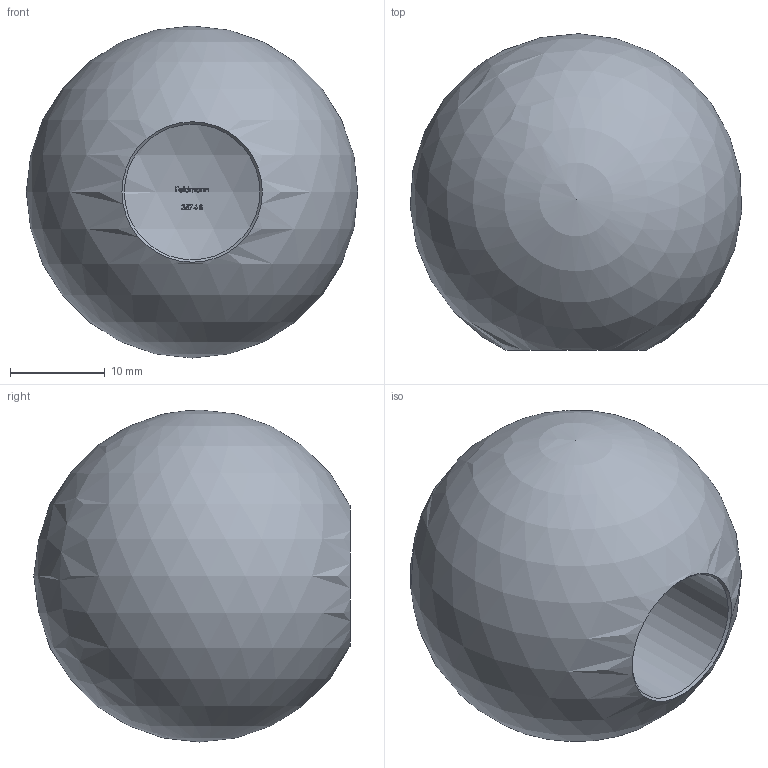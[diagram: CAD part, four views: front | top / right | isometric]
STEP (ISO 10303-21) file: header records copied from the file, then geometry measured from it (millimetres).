
FILE_DESCRIPTION (( 'STEP AP203' ), '1' );
FILE_NAME ('3574-S.step', '2020-02-03T15:35:53', ( '' ), ( '' ), 'SwSTEP 2.0', 'SolidWorks 2015', '' );
FILE_SCHEMA (( 'CONFIG_CONTROL_DESIGN' ));
Length unit declared in the file: millimetre
Products named in the file (2): 3574-S
Bounding box: 34.94 x 33.36 x 35 mm (x, y, z)
Volume: 18991.1 mm3; surface area: 4554.6 mm2
Topology: 1 solids, 15 shells, 209 faces, 527 edges, 351 vertices
Faces by surface type: plane 88, bspline 85, cone 34, cylinder 1, sphere 1
Full cylindrical faces by diameter (mm): 14.3 x1
Entity records: 9560 total; most frequent: CARTESIAN_POINT 5413, ORIENTED_EDGE 1044, EDGE_CURVE 522, DIRECTION 425, VERTEX_POINT 349, B_SPLINE_CURVE_WITH_KNOTS 324, EDGE_LOOP 215, FACE_OUTER_BOUND 196
